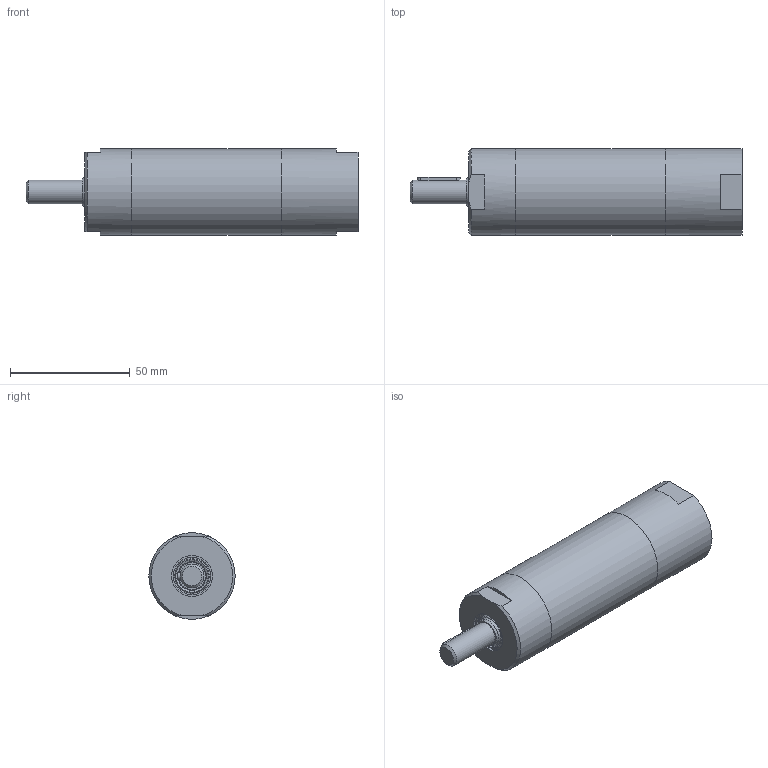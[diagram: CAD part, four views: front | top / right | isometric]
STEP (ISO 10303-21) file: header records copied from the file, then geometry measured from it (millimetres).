
FILE_DESCRIPTION((''),'2;1');
FILE_NAME('MUD 16-1050_29945037.stp','2009-06-15T11:37:51',('rmorof'),(''),'Autodesk Inventor 2008','Autodesk Inventor 2008','');
FILE_SCHEMA(('CONFIG_CONTROL_DESIGN'));
Length unit declared in the file: millimetre
Products named in the file (1): MUD 16-1050_29945035
Bounding box: 138.5 x 36 x 36 mm (x, y, z)
Volume: 114004.5 mm3; surface area: 17380.5 mm2
Topology: 1 solids, 1 shells, 46 faces, 101 edges, 65 vertices
Faces by surface type: plane 20, cylinder 10, bspline 8, cone 7, torus 1
Full cylindrical faces by diameter (mm): 10 x1, 11.95 x1, 15.5 x1, 17 x1, 36 x3
Entity records: 1391 total; most frequent: CARTESIAN_POINT 423, DIRECTION 182, ORIENTED_EDGE 148, AXIS2_PLACEMENT_3D 79, EDGE_CURVE 74, EDGE_LOOP 74, VERTEX_POINT 58, FACE_OUTER_BOUND 46
